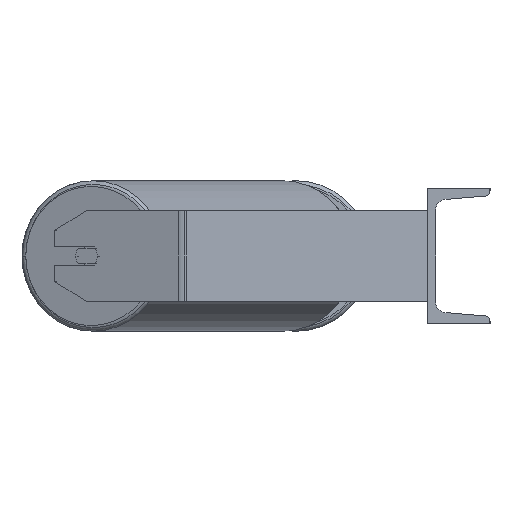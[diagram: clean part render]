
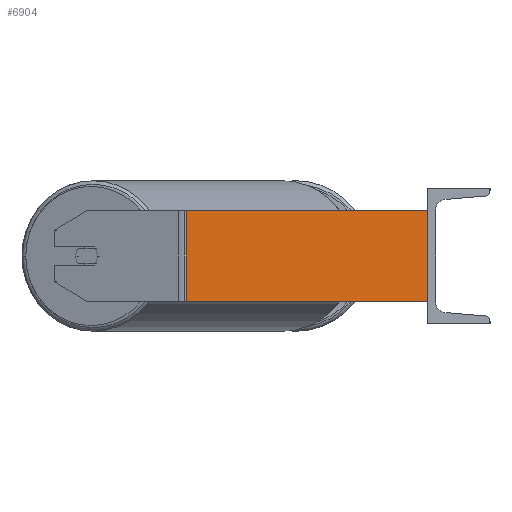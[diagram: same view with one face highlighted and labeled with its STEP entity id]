
A CAD part, left-side view. The second image highlights one B-rep face of the part: STEP entity #6904.
In plain terms, the highlighted planar face has unit normal (-0.996, -0.087, 0).
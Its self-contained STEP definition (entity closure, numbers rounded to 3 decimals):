
#363 = VECTOR ( 'NONE', #2717, 1000. ) ;
#421 = CARTESIAN_POINT ( 'NONE',  ( -803.963, 216.743, -40. ) ) ;
#537 = EDGE_LOOP ( 'NONE', ( #7758, #1308, #8626, #5878 ) ) ;
#847 = VERTEX_POINT ( 'NONE', #6676 ) ;
#1121 = LINE ( 'NONE', #421, #1745 ) ;
#1308 = ORIENTED_EDGE ( 'NONE', *, *, #7493, .F. ) ;
#1429 = CARTESIAN_POINT ( 'NONE',  ( -785., 0., -40. ) ) ;
#1723 = VECTOR ( 'NONE', #6941, 1000. ) ;
#1745 = VECTOR ( 'NONE', #7512, 1000. ) ;
#1977 = CARTESIAN_POINT ( 'NONE',  ( -803.963, 216.743, 40. ) ) ;
#2716 = VECTOR ( 'NONE', #8209, 1000. ) ;
#2717 = DIRECTION ( 'NONE',  ( 0., 0., -1. ) ) ;
#2752 = VERTEX_POINT ( 'NONE', #1429 ) ;
#3136 = EDGE_CURVE ( 'NONE', #847, #7867, #7439, .T. ) ;
#3273 = LINE ( 'NONE', #1977, #1723 ) ;
#3306 = DIRECTION ( 'NONE',  ( -0.087, 0.996, 0. ) ) ;
#3549 = EDGE_CURVE ( 'NONE', #7867, #2752, #1121, .T. ) ;
#3997 = DIRECTION ( 'NONE',  ( 0.996, 0.087, 0. ) ) ;
#4635 = VERTEX_POINT ( 'NONE', #8885 ) ;
#4697 = CARTESIAN_POINT ( 'NONE',  ( -803.653, 213.209, 40. ) ) ;
#5013 = EDGE_CURVE ( 'NONE', #847, #4635, #3273, .T. ) ;
#5395 = PLANE ( 'NONE',  #5526 ) ;
#5526 = AXIS2_PLACEMENT_3D ( 'NONE', #8217, #3997, #3306 ) ;
#5725 = CARTESIAN_POINT ( 'NONE',  ( -785., 0., 40. ) ) ;
#5878 = ORIENTED_EDGE ( 'NONE', *, *, #3136, .T. ) ;
#6100 = FACE_OUTER_BOUND ( 'NONE', #537, .T. ) ;
#6676 = CARTESIAN_POINT ( 'NONE',  ( -803.653, 213.209, 40. ) ) ;
#6904 = ADVANCED_FACE ( 'NONE', ( #6100 ), #5395, .F. ) ;
#6941 = DIRECTION ( 'NONE',  ( 0.087, -0.996, 0. ) ) ;
#7439 = LINE ( 'NONE', #4697, #2716 ) ;
#7441 = CARTESIAN_POINT ( 'NONE',  ( -803.653, 213.209, -40. ) ) ;
#7493 = EDGE_CURVE ( 'NONE', #4635, #2752, #9038, .T. ) ;
#7512 = DIRECTION ( 'NONE',  ( 0.087, -0.996, 0. ) ) ;
#7758 = ORIENTED_EDGE ( 'NONE', *, *, #3549, .T. ) ;
#7867 = VERTEX_POINT ( 'NONE', #7441 ) ;
#8209 = DIRECTION ( 'NONE',  ( 0., 0., -1. ) ) ;
#8217 = CARTESIAN_POINT ( 'NONE',  ( -803.963, 216.743, 40. ) ) ;
#8626 = ORIENTED_EDGE ( 'NONE', *, *, #5013, .F. ) ;
#8885 = CARTESIAN_POINT ( 'NONE',  ( -785., 0., 40. ) ) ;
#9038 = LINE ( 'NONE', #5725, #363 ) ;
